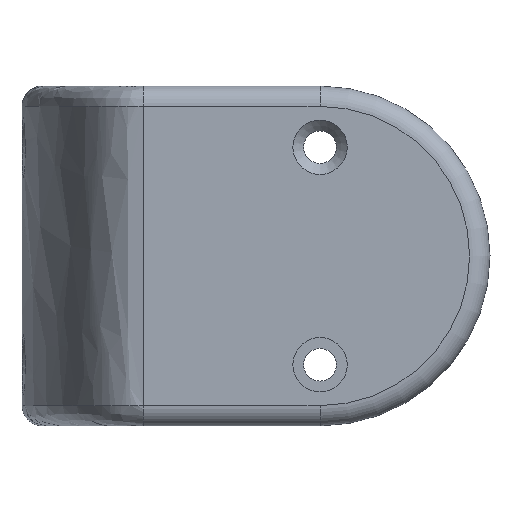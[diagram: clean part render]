
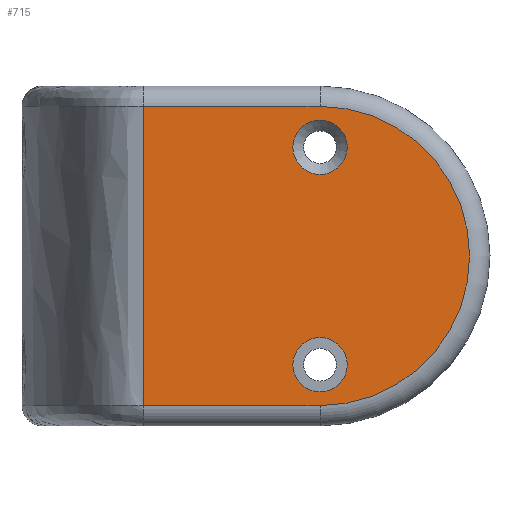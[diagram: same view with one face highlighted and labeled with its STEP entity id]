
A CAD part, left-side view. The second image highlights one B-rep face of the part: STEP entity #715.
In plain terms, the highlighted planar face has unit normal (-1, 0, 0).
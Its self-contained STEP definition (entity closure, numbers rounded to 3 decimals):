
#24=PLANE('',#773);
#42=CIRCLE('',#771,2.);
#44=CIRCLE('',#774,11.);
#45=CIRCLE('',#775,2.);
#66=FACE_BOUND('',#133,.T.);
#67=FACE_BOUND('',#134,.T.);
#90=FACE_OUTER_BOUND('',#132,.T.);
#132=EDGE_LOOP('',(#563,#564,#565,#566));
#133=EDGE_LOOP('',(#567));
#134=EDGE_LOOP('',(#568));
#195=LINE('',#1200,#252);
#220=LINE('',#1633,#277);
#221=LINE('',#1635,#278);
#252=VECTOR('',#811,10.);
#277=VECTOR('',#874,10.);
#278=VECTOR('',#875,10.);
#313=VERTEX_POINT('',#1188);
#314=VERTEX_POINT('',#1199);
#349=VERTEX_POINT('',#1626);
#351=VERTEX_POINT('',#1632);
#352=VERTEX_POINT('',#1634);
#353=VERTEX_POINT('',#1637);
#382=EDGE_CURVE('',#314,#313,#195,.T.);
#429=EDGE_CURVE('',#349,#349,#42,.T.);
#432=EDGE_CURVE('',#314,#351,#220,.T.);
#433=EDGE_CURVE('',#352,#313,#221,.T.);
#434=EDGE_CURVE('',#351,#352,#44,.T.);
#435=EDGE_CURVE('',#353,#353,#45,.T.);
#563=ORIENTED_EDGE('',*,*,#432,.F.);
#564=ORIENTED_EDGE('',*,*,#382,.T.);
#565=ORIENTED_EDGE('',*,*,#433,.F.);
#566=ORIENTED_EDGE('',*,*,#434,.F.);
#567=ORIENTED_EDGE('',*,*,#435,.F.);
#568=ORIENTED_EDGE('',*,*,#429,.F.);
#715=ADVANCED_FACE('',(#90,#66,#67),#24,.T.);
#771=AXIS2_PLACEMENT_3D('',#1627,#867,#868);
#773=AXIS2_PLACEMENT_3D('',#1631,#872,#873);
#774=AXIS2_PLACEMENT_3D('',#1636,#876,#877);
#775=AXIS2_PLACEMENT_3D('',#1638,#878,#879);
#811=DIRECTION('',(0.,0.,-1.));
#867=DIRECTION('center_axis',(-1.,0.,0.));
#868=DIRECTION('ref_axis',(0.,0.,1.));
#872=DIRECTION('center_axis',(-1.,0.,0.));
#873=DIRECTION('ref_axis',(0.,1.,0.));
#874=DIRECTION('',(0.,-1.,0.));
#875=DIRECTION('',(0.,1.,0.));
#876=DIRECTION('center_axis',(1.,0.,0.));
#877=DIRECTION('ref_axis',(0.,-1.,0.));
#878=DIRECTION('center_axis',(-1.,0.,0.));
#879=DIRECTION('ref_axis',(0.,0.,1.));
#1188=CARTESIAN_POINT('',(-46.2,4.,-11.));
#1199=CARTESIAN_POINT('',(-46.2,4.,11.));
#1200=CARTESIAN_POINT('',(-46.2,4.,0.));
#1626=CARTESIAN_POINT('',(-46.2,-9.,6.));
#1627=CARTESIAN_POINT('Origin',(-46.2,-9.,8.));
#1631=CARTESIAN_POINT('Origin',(-46.2,-21.5,0.));
#1632=CARTESIAN_POINT('',(-46.2,-9.,11.));
#1633=CARTESIAN_POINT('',(-46.2,-12.894,11.));
#1634=CARTESIAN_POINT('',(-46.2,-9.,-11.));
#1635=CARTESIAN_POINT('',(-46.2,-12.894,-11.));
#1636=CARTESIAN_POINT('Origin',(-46.2,-9.,0.));
#1637=CARTESIAN_POINT('',(-46.2,-9.,-10.));
#1638=CARTESIAN_POINT('Origin',(-46.2,-9.,-8.));
